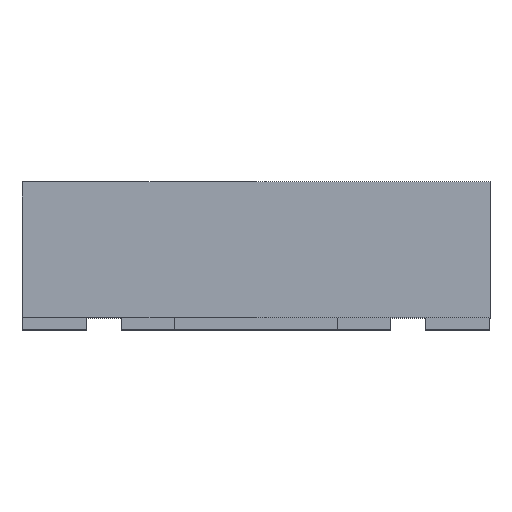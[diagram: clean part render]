
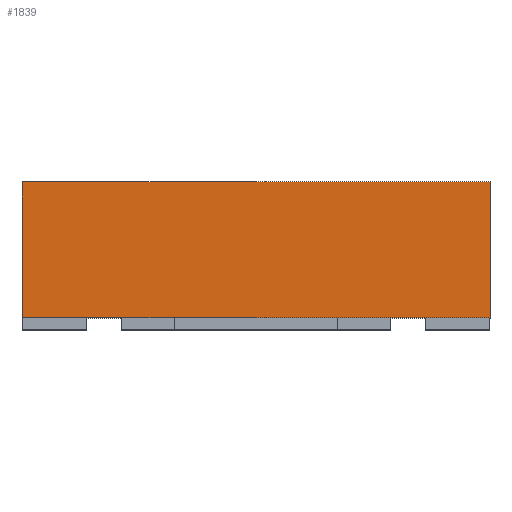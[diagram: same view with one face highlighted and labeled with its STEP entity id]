
A CAD part, top view. The second image highlights one B-rep face of the part: STEP entity #1839.
In plain terms, the highlighted planar face has unit normal (0, 0, 1).
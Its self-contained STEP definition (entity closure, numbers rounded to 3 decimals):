
#31 = VERTEX_POINT ( 'NONE', #862 ) ;
#39 = VECTOR ( 'NONE', #1509, 1000. ) ;
#222 = FACE_OUTER_BOUND ( 'NONE', #740, .T. ) ;
#235 = DIRECTION ( 'NONE',  ( 0., -1., 0. ) ) ;
#243 = VECTOR ( 'NONE', #1417, 1000. ) ;
#301 = VERTEX_POINT ( 'NONE', #1377 ) ;
#456 = ORIENTED_EDGE ( 'NONE', *, *, #1224, .T. ) ;
#567 = VECTOR ( 'NONE', #235, 1000. ) ;
#726 = VERTEX_POINT ( 'NONE', #2091 ) ;
#740 = EDGE_LOOP ( 'NONE', ( #814, #456, #1484, #2656 ) ) ;
#782 = EDGE_CURVE ( 'NONE', #301, #2625, #1419, .T. ) ;
#790 = LINE ( 'NONE', #889, #567 ) ;
#814 = ORIENTED_EDGE ( 'NONE', *, *, #782, .F. ) ;
#862 = CARTESIAN_POINT ( 'NONE',  ( 1., 0.05, 1. ) ) ;
#889 = CARTESIAN_POINT ( 'NONE',  ( 1., 4.088, 1. ) ) ;
#1202 = CARTESIAN_POINT ( 'NONE',  ( 1., 0.63, 1. ) ) ;
#1224 = EDGE_CURVE ( 'NONE', #301, #726, #2182, .T. ) ;
#1265 = DIRECTION ( 'NONE',  ( 0., 0., -1. ) ) ;
#1303 = CARTESIAN_POINT ( 'NONE',  ( 1., 0.05, 1. ) ) ;
#1346 = EDGE_CURVE ( 'NONE', #2625, #31, #790, .T. ) ;
#1377 = CARTESIAN_POINT ( 'NONE',  ( -1., 0.63, 1. ) ) ;
#1417 = DIRECTION ( 'NONE',  ( 1., 0., 0. ) ) ;
#1419 = LINE ( 'NONE', #1202, #243 ) ;
#1484 = ORIENTED_EDGE ( 'NONE', *, *, #2138, .T. ) ;
#1509 = DIRECTION ( 'NONE',  ( 1., 0., 0. ) ) ;
#1590 = VECTOR ( 'NONE', #2362, 1000. ) ;
#1686 = CARTESIAN_POINT ( 'NONE',  ( 1., 4.088, 1. ) ) ;
#1839 = ADVANCED_FACE ( 'NONE', ( #222 ), #2511, .F. ) ;
#1847 = DIRECTION ( 'NONE',  ( -1., 0., 0. ) ) ;
#2011 = CARTESIAN_POINT ( 'NONE',  ( 1., 0.63, 1. ) ) ;
#2091 = CARTESIAN_POINT ( 'NONE',  ( -1., 0.05, 1. ) ) ;
#2138 = EDGE_CURVE ( 'NONE', #726, #31, #2495, .T. ) ;
#2182 = LINE ( 'NONE', #2562, #1590 ) ;
#2362 = DIRECTION ( 'NONE',  ( 0., -1., 0. ) ) ;
#2495 = LINE ( 'NONE', #1303, #39 ) ;
#2511 = PLANE ( 'NONE',  #2767 ) ;
#2562 = CARTESIAN_POINT ( 'NONE',  ( -1., 4.088, 1. ) ) ;
#2625 = VERTEX_POINT ( 'NONE', #2011 ) ;
#2656 = ORIENTED_EDGE ( 'NONE', *, *, #1346, .F. ) ;
#2767 = AXIS2_PLACEMENT_3D ( 'NONE', #1686, #1265, #1847 ) ;
